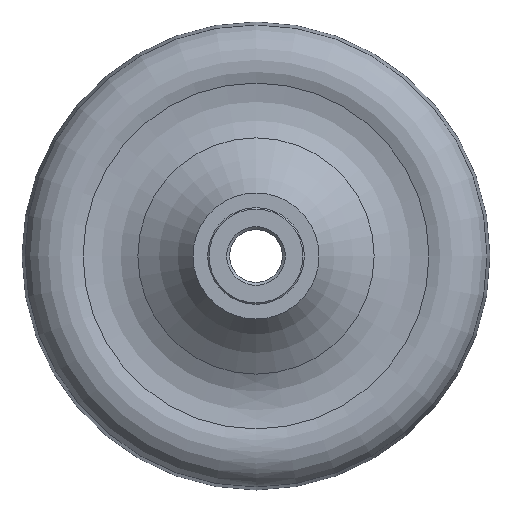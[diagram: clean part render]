
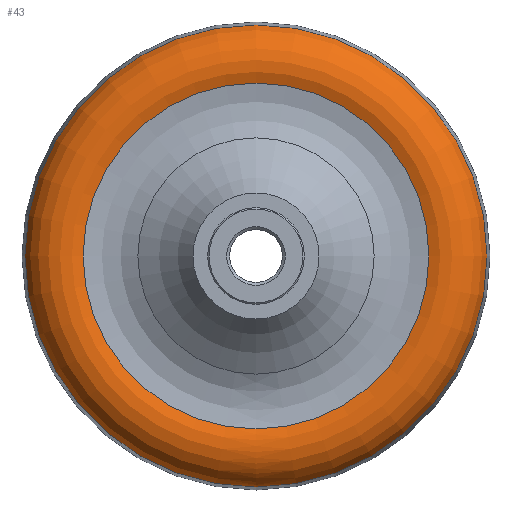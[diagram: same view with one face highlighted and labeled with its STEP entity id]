
A CAD part, left-side view. The second image highlights one B-rep face of the part: STEP entity #43.
In plain terms, the highlighted toroidal (fillet/blend) face has major radius 65.5 mm and minor radius 14 mm.
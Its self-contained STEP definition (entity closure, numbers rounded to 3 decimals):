
#43 = ADVANCED_FACE( '', ( #96, #97 ), #98, .T. );
#96 = FACE_OUTER_BOUND( '', #172, .T. );
#97 = FACE_OUTER_BOUND( '', #173, .T. );
#98 = TOROIDAL_SURFACE( '', #174, 65.5, 14. );
#172 = EDGE_LOOP( '', ( #278 ) );
#173 = EDGE_LOOP( '', ( #279 ) );
#174 = AXIS2_PLACEMENT_3D( '', #280, #281, #282 );
#278 = ORIENTED_EDGE( '', *, *, #375, .T. );
#279 = ORIENTED_EDGE( '', *, *, #376, .F. );
#280 = CARTESIAN_POINT( '', ( 40.5, 0., 0. ) );
#281 = DIRECTION( '', ( 1., 0., 0. ) );
#282 = DIRECTION( '', ( 0., 0., -1. ) );
#375 = EDGE_CURVE( '', #412, #412, #413, .T. );
#376 = EDGE_CURVE( '', #414, #414, #415, .T. );
#412 = VERTEX_POINT( '', #463 );
#413 = CIRCLE( '', #464, 59.043 );
#414 = VERTEX_POINT( '', #465 );
#415 = CIRCLE( '', #466, 78.872 );
#463 = CARTESIAN_POINT( '', ( 28.078, 0., -59.043 ) );
#464 = AXIS2_PLACEMENT_3D( '', #514, #515, #516 );
#465 = CARTESIAN_POINT( '', ( 36.353, 0., -78.872 ) );
#466 = AXIS2_PLACEMENT_3D( '', #517, #518, #519 );
#514 = CARTESIAN_POINT( '', ( 28.078, 0., 0. ) );
#515 = DIRECTION( '', ( 1., 0., 0. ) );
#516 = DIRECTION( '', ( 0., 0., -1. ) );
#517 = CARTESIAN_POINT( '', ( 36.353, 0., 0. ) );
#518 = DIRECTION( '', ( 1., 0., 0. ) );
#519 = DIRECTION( '', ( 0., 0., -1. ) );
